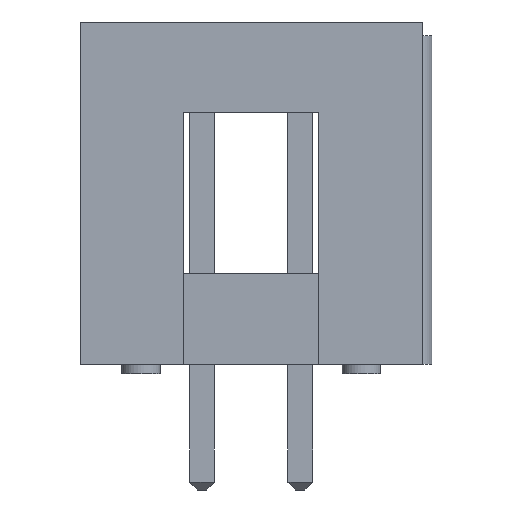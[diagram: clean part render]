
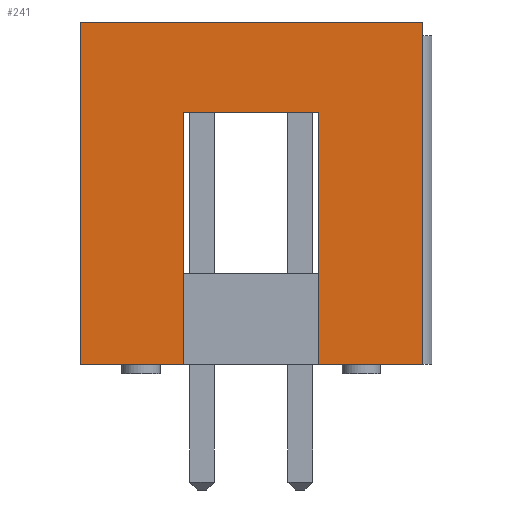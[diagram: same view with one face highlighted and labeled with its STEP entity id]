
A CAD part, front view. The second image highlights one B-rep face of the part: STEP entity #241.
In plain terms, the highlighted planar face has unit normal (0, -1, 0).
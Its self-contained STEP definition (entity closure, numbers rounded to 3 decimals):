
#12=DIRECTION('',(0.,0.,1.));
#26=VECTOR('',#12,1.);
#29=VERTEX_POINT('',#30);
#30=CARTESIAN_POINT('',(-3.155,-17.8,0.25));
#35=EDGE_CURVE('',#29,#36,#38,.T.);
#36=VERTEX_POINT('',#37);
#37=CARTESIAN_POINT('',(-3.155,-17.8,9.1));
#38=LINE('',#39,#26);
#39=CARTESIAN_POINT('',(-3.155,-17.8,2.6));
#88=VECTOR('',#89,1.);
#89=DIRECTION('',(-1.,0.,0.));
#104=VECTOR('',#105,1.);
#105=DIRECTION('',(1.,0.,0.));
#129=EDGE_CURVE('',#36,#130,#132,.T.);
#130=VERTEX_POINT('',#131);
#131=CARTESIAN_POINT('',(5.695,-17.8,9.1));
#132=LINE('',#37,#104);
#241=ADVANCED_FACE('',(#242),#280,.T.);
#242=FACE_BOUND('',#243,.T.);
#243=EDGE_LOOP('',(#244,#245,#250,#258,#264,#272,#276,#279));
#244=ORIENTED_EDGE('',*,*,#35,.F.);
#245=ORIENTED_EDGE('',*,*,#246,.T.);
#246=EDGE_CURVE('',#29,#247,#249,.T.);
#247=VERTEX_POINT('',#248);
#248=CARTESIAN_POINT('',(-0.48,-17.8,0.25));
#249=LINE('',#30,#104);
#250=ORIENTED_EDGE('',*,*,#251,.T.);
#251=EDGE_CURVE('',#247,#252,#254,.T.);
#252=VERTEX_POINT('',#253);
#253=CARTESIAN_POINT('',(-0.48,-17.8,6.75));
#254=LINE('',#255,#256);
#255=CARTESIAN_POINT('',(-0.48,-17.8,2.463));
#256=VECTOR('',#257,1.);
#257=DIRECTION('',(0.,0.,1.));
#258=ORIENTED_EDGE('',*,*,#259,.F.);
#259=EDGE_CURVE('',#260,#252,#262,.T.);
#260=VERTEX_POINT('',#261);
#261=CARTESIAN_POINT('',(3.02,-17.8,6.75));
#262=LINE('',#263,#88);
#263=CARTESIAN_POINT('',(1.27,-17.8,6.75));
#264=ORIENTED_EDGE('',*,*,#265,.T.);
#265=EDGE_CURVE('',#260,#266,#268,.T.);
#266=VERTEX_POINT('',#267);
#267=CARTESIAN_POINT('',(3.02,-17.8,0.25));
#268=LINE('',#269,#270);
#269=CARTESIAN_POINT('',(3.02,-17.8,2.463));
#270=VECTOR('',#271,1.);
#271=DIRECTION('',(0.,0.,-1.));
#272=ORIENTED_EDGE('',*,*,#273,.T.);
#273=EDGE_CURVE('',#266,#274,#249,.T.);
#274=VERTEX_POINT('',#275);
#275=CARTESIAN_POINT('',(5.695,-17.8,0.25));
#276=ORIENTED_EDGE('',*,*,#277,.T.);
#277=EDGE_CURVE('',#274,#130,#278,.T.);
#278=LINE('',#275,#26);
#279=ORIENTED_EDGE('',*,*,#129,.F.);
#280=PLANE('',#281);
#281=AXIS2_PLACEMENT_3D('',#282,#283,#271);
#282=CARTESIAN_POINT('',(1.27,-17.8,4.675));
#283=DIRECTION('',(-0.,-1.,0.));
